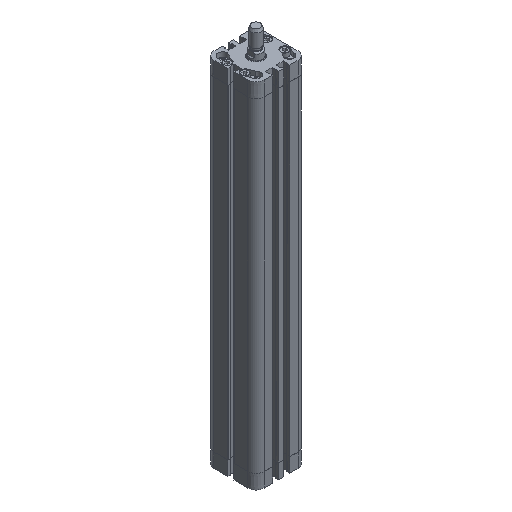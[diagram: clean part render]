
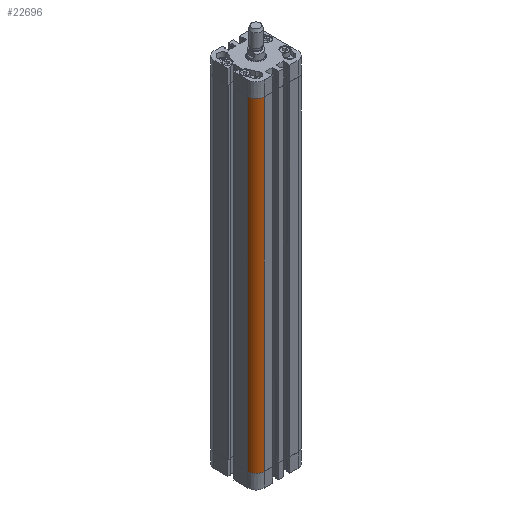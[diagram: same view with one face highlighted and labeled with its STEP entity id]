
A CAD part, isometric view. The second image highlights one B-rep face of the part: STEP entity #22696.
In plain terms, the highlighted cylindrical face has radius 8 mm (diameter 16 mm), a partial arc.
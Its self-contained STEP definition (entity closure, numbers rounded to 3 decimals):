
#20201=CARTESIAN_POINT('',(16.5,24.5,0.0));
#20202=VERTEX_POINT('',#20201);
#20209=CARTESIAN_POINT('',(24.5,16.5,0.0));
#20210=VERTEX_POINT('',#20209);
#20211=CARTESIAN_POINT('',(16.5,16.5,0.0));
#20212=DIRECTION('',(0.0,0.0,-1.0));
#20213=DIRECTION('',(-1.0,0.0,0.0));
#20214=AXIS2_PLACEMENT_3D('',#20211,#20212,#20213);
#20215=CIRCLE('',#20214,8.);
#20216=EDGE_CURVE('',#20202,#20210,#20215,.T.);
#20858=CARTESIAN_POINT('',(24.5,16.5,315.8));
#20859=VERTEX_POINT('',#20858);
#20860=CARTESIAN_POINT('',(24.5,16.5,0.0));
#20861=DIRECTION('',(0.0,0.0,1.0));
#20862=VECTOR('',#20861,315.8);
#20863=LINE('',#20860,#20862);
#20864=EDGE_CURVE('',#20210,#20859,#20863,.T.);
#21899=CARTESIAN_POINT('',(16.5,24.5,315.8));
#21900=VERTEX_POINT('',#21899);
#21907=CARTESIAN_POINT('',(16.5,24.5,0.0));
#21908=DIRECTION('',(0.0,0.0,1.0));
#21909=VECTOR('',#21908,315.8);
#21910=LINE('',#21907,#21909);
#21911=EDGE_CURVE('',#20202,#21900,#21910,.T.);
#22679=CARTESIAN_POINT('',(16.5,16.5,0.0));
#22680=DIRECTION('',(0.0,0.0,1.0));
#22681=DIRECTION('',(-1.0,0.0,0.0));
#22682=AXIS2_PLACEMENT_3D('',#22679,#22680,#22681);
#22683=CYLINDRICAL_SURFACE('',#22682,8.);
#22684=CARTESIAN_POINT('',(16.5,16.5,315.8));
#22685=DIRECTION('',(0.0,0.0,-1.0));
#22686=DIRECTION('',(-1.0,0.0,0.0));
#22687=AXIS2_PLACEMENT_3D('',#22684,#22685,#22686);
#22688=CIRCLE('',#22687,8.);
#22689=EDGE_CURVE('',#21900,#20859,#22688,.T.);
#22690=ORIENTED_EDGE('',*,*,#22689,.T.);
#22691=ORIENTED_EDGE('',*,*,#20864,.F.);
#22692=ORIENTED_EDGE('',*,*,#20216,.F.);
#22693=ORIENTED_EDGE('',*,*,#21911,.T.);
#22694=EDGE_LOOP('',(#22690,#22691,#22692,#22693));
#22695=FACE_OUTER_BOUND('',#22694,.T.);
#22696=ADVANCED_FACE('',(#22695),#22683,.T.);
